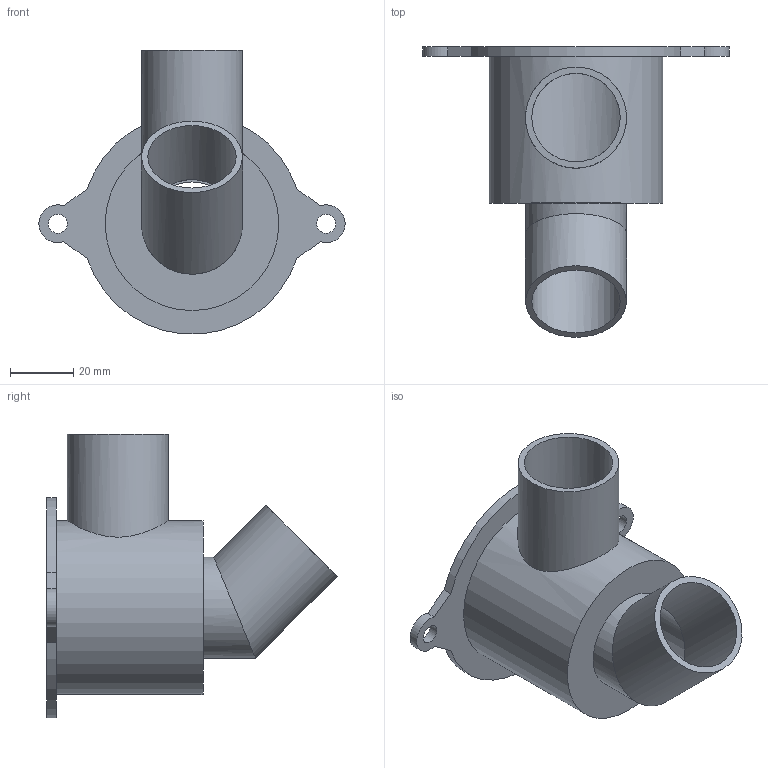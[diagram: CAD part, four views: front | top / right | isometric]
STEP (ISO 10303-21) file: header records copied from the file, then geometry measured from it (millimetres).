
FILE_DESCRIPTION(/* description */ (''),/* implementation_level */ '2;1');
FILE_NAME(/* name */ 'support thermostat g2 v2.stp',/* time_stamp */ '2021-06-26T17:58:44+02:00',/* author */ ('Alexis'),/* organization */ (''),/* preprocessor_version */ 'ST-DEVELOPER v18',/* originating_system */ 'Autodesk Inventor 2020',/* authorisation */ '');
FILE_SCHEMA (('AUTOMOTIVE_DESIGN { 1 0 10303 214 3 1 1 }'));
Length unit declared in the file: millimetre
Products named in the file (1): support thermostat g2 v2
Bounding box: 97 x 92.03 x 89.88 mm (x, y, z)
Volume: 66001.6 mm3; surface area: 34881.5 mm2
Topology: 1 solids, 1 shells, 32 faces, 82 edges, 60 vertices
Faces by surface type: cylinder 17, plane 15
Full cylindrical faces by diameter (mm): 6 x2, 26.5 x1, 28 x3, 32 x3, 42.5 x1, 55 x2
Entity records: 1165 total; most frequent: CARTESIAN_POINT 280, DIRECTION 184, ORIENTED_EDGE 160, EDGE_CURVE 80, AXIS2_PLACEMENT_3D 74, VERTEX_POINT 56, EDGE_LOOP 46, CIRCLE 37
